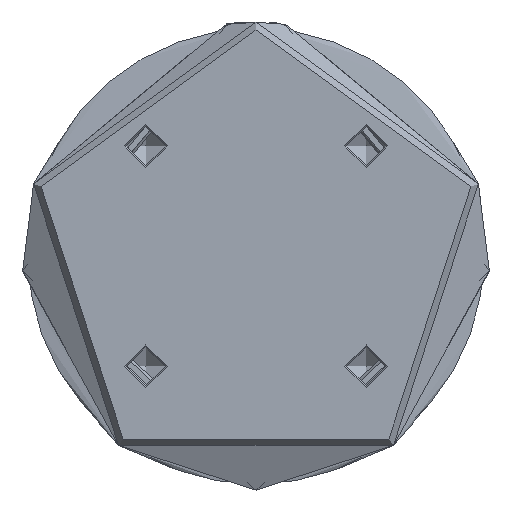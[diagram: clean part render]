
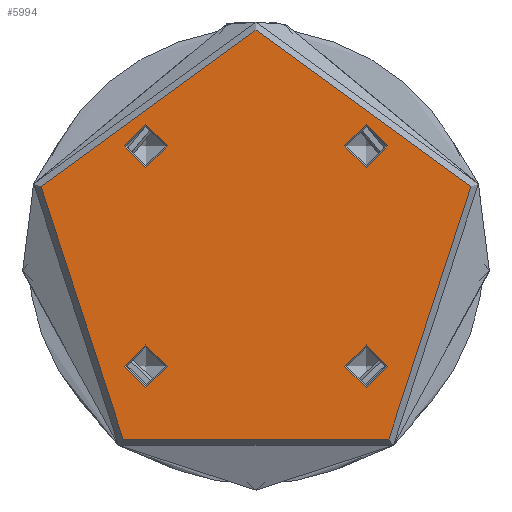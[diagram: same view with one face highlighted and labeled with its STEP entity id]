
A CAD part, front view. The second image highlights one B-rep face of the part: STEP entity #5994.
In plain terms, the highlighted face is planar.
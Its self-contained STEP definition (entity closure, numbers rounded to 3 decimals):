
#101 = AXIS2_PLACEMENT_3D ( 'NONE', #322, #4073, #861 ) ;
#281 = EDGE_CURVE ( 'NONE', #4776, #4776, #4044, .T. ) ;
#322 = CARTESIAN_POINT ( 'NONE',  ( -28.284, -28.284, 0. ) ) ;
#435 = CIRCLE ( 'NONE', #3547, 5.5 ) ;
#458 = EDGE_LOOP ( 'NONE', ( #1243 ) ) ;
#510 = CARTESIAN_POINT ( 'NONE',  ( 0., 0., 0. ) ) ;
#711 = CARTESIAN_POINT ( 'NONE',  ( -33.784, 28.284, 0. ) ) ;
#840 = ORIENTED_EDGE ( 'NONE', *, *, #4948, .F. ) ;
#861 = DIRECTION ( 'NONE',  ( -1., 0., 0. ) ) ;
#939 = FACE_BOUND ( 'NONE', #458, .T. ) ;
#942 = CIRCLE ( 'NONE', #101, 5.5 ) ;
#951 = EDGE_CURVE ( 'NONE', #4610, #4610, #942, .T. ) ;
#1059 = DIRECTION ( 'NONE',  ( 1., 0., 0. ) ) ;
#1118 = CIRCLE ( 'NONE', #5617, 5.5 ) ;
#1178 = AXIS2_PLACEMENT_3D ( 'NONE', #5828, #2643, #6360 ) ;
#1243 = ORIENTED_EDGE ( 'NONE', *, *, #951, .F. ) ;
#1248 = CARTESIAN_POINT ( 'NONE',  ( 28.284, -28.284, 0. ) ) ;
#1295 = CARTESIAN_POINT ( 'NONE',  ( 58., 0., 0. ) ) ;
#1352 = DIRECTION ( 'NONE',  ( 0., 0., -1. ) ) ;
#1516 = EDGE_LOOP ( 'NONE', ( #6715 ) ) ;
#1790 = DIRECTION ( 'NONE',  ( 1., 0., 0. ) ) ;
#1806 = CARTESIAN_POINT ( 'NONE',  ( 28.284, 28.284, 0. ) ) ;
#1859 = CARTESIAN_POINT ( 'NONE',  ( 33.784, 28.284, 0. ) ) ;
#2002 = AXIS2_PLACEMENT_3D ( 'NONE', #4553, #1352, #5078 ) ;
#2076 = PLANE ( 'NONE',  #1178 ) ;
#2175 = VERTEX_POINT ( 'NONE', #3463 ) ;
#2215 = CIRCLE ( 'NONE', #6881, 58. ) ;
#2333 = DIRECTION ( 'NONE',  ( 1., 0., 0. ) ) ;
#2363 = FACE_BOUND ( 'NONE', #4426, .T. ) ;
#2643 = DIRECTION ( 'NONE',  ( 0., 0., -1. ) ) ;
#2673 = EDGE_CURVE ( 'NONE', #4266, #4266, #2215, .T. ) ;
#2936 = ORIENTED_EDGE ( 'NONE', *, *, #2673, .T. ) ;
#3463 = CARTESIAN_POINT ( 'NONE',  ( 33.784, -28.284, 0. ) ) ;
#3547 = AXIS2_PLACEMENT_3D ( 'NONE', #1248, #4972, #1790 ) ;
#3766 = VERTEX_POINT ( 'NONE', #1859 ) ;
#3782 = FACE_BOUND ( 'NONE', #6654, .T. ) ;
#4044 = CIRCLE ( 'NONE', #2002, 5.5 ) ;
#4073 = DIRECTION ( 'NONE',  ( 0., 0., 1. ) ) ;
#4253 = DIRECTION ( 'NONE',  ( 0., 0., 1. ) ) ;
#4266 = VERTEX_POINT ( 'NONE', #1295 ) ;
#4426 = EDGE_LOOP ( 'NONE', ( #5982 ) ) ;
#4553 = CARTESIAN_POINT ( 'NONE',  ( -28.284, 28.284, 0. ) ) ;
#4610 = VERTEX_POINT ( 'NONE', #5520 ) ;
#4776 = VERTEX_POINT ( 'NONE', #711 ) ;
#4948 = EDGE_CURVE ( 'NONE', #3766, #3766, #1118, .T. ) ;
#4972 = DIRECTION ( 'NONE',  ( 0., 0., -1. ) ) ;
#5022 = FACE_OUTER_BOUND ( 'NONE', #5249, .T. ) ;
#5078 = DIRECTION ( 'NONE',  ( -1., 0., 0. ) ) ;
#5204 = FACE_BOUND ( 'NONE', #1516, .T. ) ;
#5249 = EDGE_LOOP ( 'NONE', ( #2936 ) ) ;
#5516 = DIRECTION ( 'NONE',  ( 0., 0., 1. ) ) ;
#5520 = CARTESIAN_POINT ( 'NONE',  ( -33.784, -28.284, 0. ) ) ;
#5596 = EDGE_CURVE ( 'NONE', #2175, #2175, #435, .T. ) ;
#5617 = AXIS2_PLACEMENT_3D ( 'NONE', #1806, #5516, #2333 ) ;
#5828 = CARTESIAN_POINT ( 'NONE',  ( 0., 0., 0. ) ) ;
#5982 = ORIENTED_EDGE ( 'NONE', *, *, #5596, .T. ) ;
#5994 = ADVANCED_FACE ( 'NONE', ( #939, #2363, #5204, #3782, #5022 ), #2076, .F. ) ;
#6360 = DIRECTION ( 'NONE',  ( -1., 0., 0. ) ) ;
#6654 = EDGE_LOOP ( 'NONE', ( #840 ) ) ;
#6715 = ORIENTED_EDGE ( 'NONE', *, *, #281, .T. ) ;
#6881 = AXIS2_PLACEMENT_3D ( 'NONE', #510, #4253, #1059 ) ;
